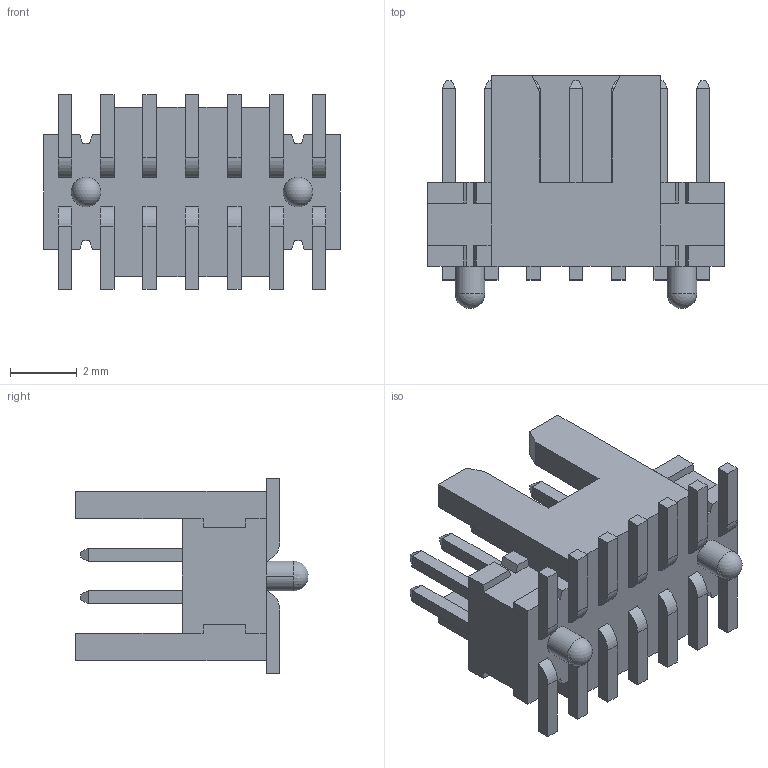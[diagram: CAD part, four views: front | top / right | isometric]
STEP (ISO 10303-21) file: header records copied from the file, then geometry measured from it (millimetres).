
FILE_DESCRIPTION(('STEP AP214'),'1');
FILE_NAME('ftsh-107-01-l-dv-k-a.stp','2021-07-23T15:05:13',('TraceParts'),('TraceParts S.A.'),'Spatial InterOp 3D',' ',' ');
FILE_SCHEMA(('AUTOMOTIVE_DESIGN { 1 0 10303 214 1 1 1 1 }'));
Length unit declared in the file: millimetre
Products named in the file (1): ftsh-107-01-l-dv-k-a
Bounding box: 8.89 x 6.98 x 5.84 mm (x, y, z)
Volume: 129.5 mm3; surface area: 329.1 mm2
Topology: 1 solids, 1 shells, 288 faces, 730 edges, 456 vertices
Faces by surface type: plane 268, cylinder 18, sphere 2
Entity records: 10698 total; most frequent: CARTESIAN_POINT 1471, ORIENTED_EDGE 1452, DIRECTION 1344, EDGE_CURVE 726, LINE 686, VECTOR 686, VERTEX_POINT 456, AXIS2_PLACEMENT_3D 329
